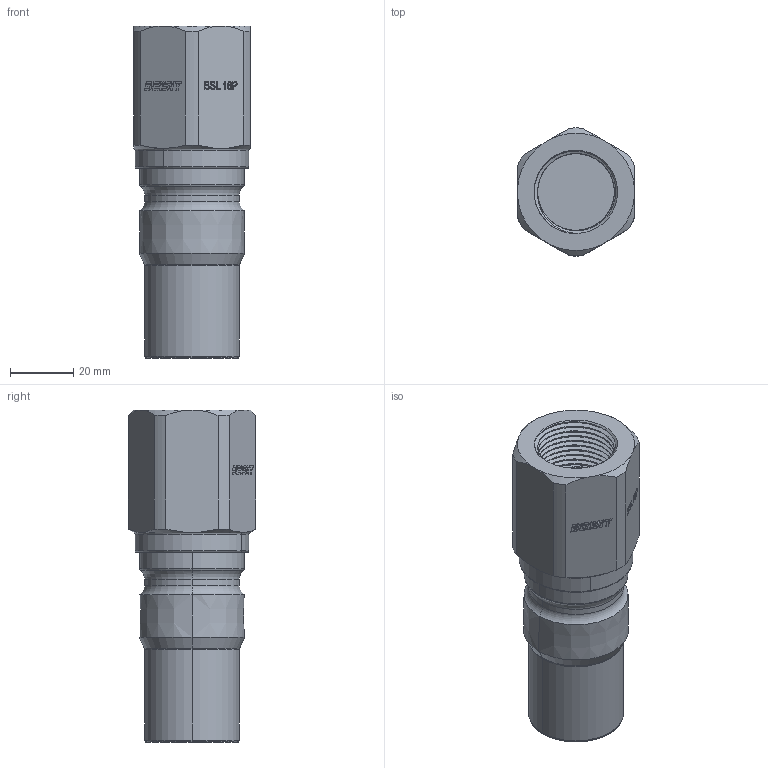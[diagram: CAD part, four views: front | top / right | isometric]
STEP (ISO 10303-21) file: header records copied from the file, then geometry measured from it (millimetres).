
FILE_DESCRIPTION (( 'STEP AP214' ), '1' );
FILE_NAME ('BSL 16P G34F-BR.STEP', '2025-01-20T07:12:58', ( 'Windows 蚚誧' ), ( '' ), 'SwSTEP 2.0', 'SolidWorks 2023', '' );
FILE_SCHEMA (( 'AUTOMOTIVE_DESIGN' ));
Length unit declared in the file: millimetre
Products named in the file (1): BSL 16P G34F-BR
Bounding box: 37 x 40.48 x 105.04 mm (x, y, z)
Volume: 87014 mm3; surface area: 16190.6 mm2
Topology: 1 solids, 1 shells, 369 faces, 980 edges, 644 vertices
Faces by surface type: plane 175, bspline 92, cylinder 69, cone 17, torus 16
Entity records: 17681 total; most frequent: CARTESIAN_POINT 9549, ORIENTED_EDGE 1960, DIRECTION 1194, EDGE_CURVE 980, VERTEX_POINT 644, B_SPLINE_CURVE_WITH_KNOTS 449, VECTOR 424, LINE 424
